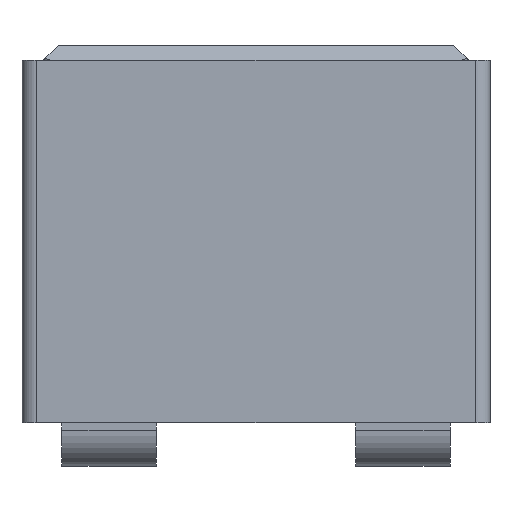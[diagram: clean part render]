
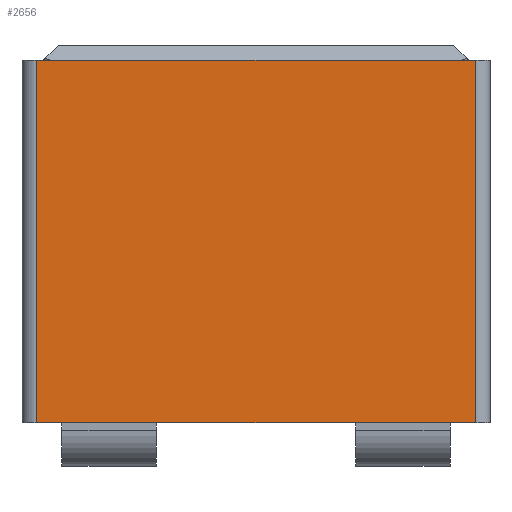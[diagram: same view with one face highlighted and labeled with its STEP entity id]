
A CAD part, front view. The second image highlights one B-rep face of the part: STEP entity #2656.
In plain terms, the highlighted face is planar.
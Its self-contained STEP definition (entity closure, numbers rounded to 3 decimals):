
#395=ORIENTED_EDGE('',*,*,#827,.F.);
#396=ORIENTED_EDGE('',*,*,#849,.F.);
#397=ORIENTED_EDGE('',*,*,#813,.T.);
#398=ORIENTED_EDGE('',*,*,#850,.F.);
#813=EDGE_CURVE('',#1047,#1048,#1225,.T.);
#827=EDGE_CURVE('',#1061,#1062,#1232,.T.);
#849=EDGE_CURVE('',#1047,#1061,#1245,.T.);
#850=EDGE_CURVE('',#1062,#1048,#1246,.T.);
#1047=VERTEX_POINT('',#4186);
#1048=VERTEX_POINT('',#4187);
#1061=VERTEX_POINT('',#4216);
#1062=VERTEX_POINT('',#4218);
#1225=LINE('',#4185,#1435);
#1232=LINE('',#4217,#1442);
#1245=LINE('',#4263,#1455);
#1246=LINE('',#4264,#1456);
#1435=VECTOR('',#3069,1000.);
#1442=VECTOR('',#3096,1000.);
#1455=VECTOR('',#3141,1000.);
#1456=VECTOR('',#3142,1000.);
#1591=EDGE_LOOP('',(#395,#396,#397,#398));
#1714=FACE_BOUND('',#1591,.T.);
#1804=PLANE('',#2795);
#2656=ADVANCED_FACE('',(#1714),#1804,.T.);
#2795=AXIS2_PLACEMENT_3D('',#4262,#3139,#3140);
#3069=DIRECTION('',(0.,0.,-1.));
#3096=DIRECTION('',(0.,0.,-1.));
#3139=DIRECTION('',(-1.,0.,0.));
#3140=DIRECTION('',(0.,-1.,0.));
#3141=DIRECTION('',(0.,-1.,0.));
#3142=DIRECTION('',(0.,1.,0.));
#4185=CARTESIAN_POINT('',(-3.325,3.025,5.2));
#4186=CARTESIAN_POINT('',(-3.325,3.025,5.));
#4187=CARTESIAN_POINT('',(-3.325,3.025,0.));
#4216=CARTESIAN_POINT('',(-3.325,-3.025,5.));
#4217=CARTESIAN_POINT('',(-3.325,-3.025,5.2));
#4218=CARTESIAN_POINT('',(-3.325,-3.025,0.));
#4262=CARTESIAN_POINT('',(-3.325,-3.225,5.2));
#4263=CARTESIAN_POINT('',(-3.325,3.225,5.));
#4264=CARTESIAN_POINT('',(-3.325,-3.225,0.));
